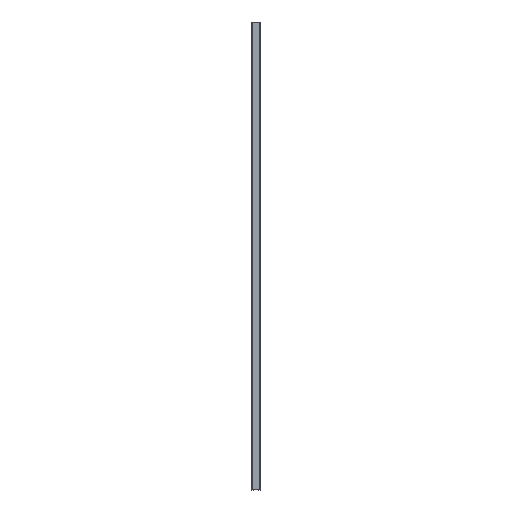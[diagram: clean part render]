
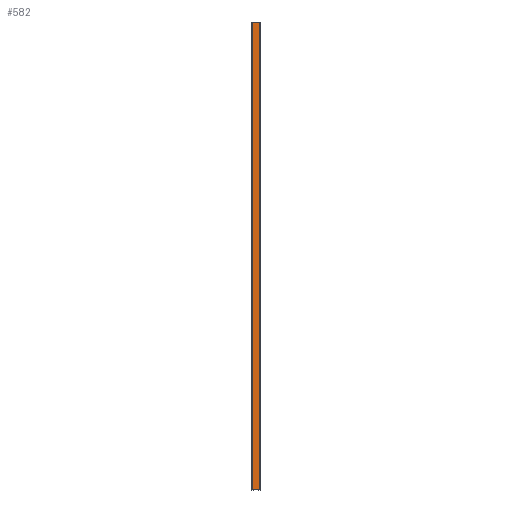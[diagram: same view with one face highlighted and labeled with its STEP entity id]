
A CAD part, top view. The second image highlights one B-rep face of the part: STEP entity #582.
In plain terms, the highlighted planar face has unit normal (0, 0, 1).
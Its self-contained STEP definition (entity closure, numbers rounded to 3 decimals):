
#582=ADVANCED_FACE('',(#1187),#1188,.T.);
#1187=FACE_OUTER_BOUND('',#1830,.T.);
#1188=PLANE('',#1831);
#1830=EDGE_LOOP('',(#3498,#3499,#3500,#3501));
#1831=AXIS2_PLACEMENT_3D('',#3502,#3503,#3504);
#3498=ORIENTED_EDGE('',*,*,#4244,.T.);
#3499=ORIENTED_EDGE('',*,*,#4406,.F.);
#3500=ORIENTED_EDGE('',*,*,#4106,.T.);
#3501=ORIENTED_EDGE('',*,*,#4404,.T.);
#3502=CARTESIAN_POINT('',(0.,1730.0,29.));
#3503=DIRECTION('',(0.0,0.0,1.0));
#3504=DIRECTION('',(-1.0,0.0,0.0));
#4106=EDGE_CURVE('',#5025,#5023,#5026,.T.);
#4244=EDGE_CURVE('',#5256,#5254,#5257,.T.);
#4404=EDGE_CURVE('',#5023,#5256,#5439,.T.);
#4406=EDGE_CURVE('',#5025,#5254,#5441,.T.);
#5023=VERTEX_POINT('',#6273);
#5025=VERTEX_POINT('',#6276);
#5026=LINE('',#6277,#6278);
#5254=VERTEX_POINT('',#6596);
#5256=VERTEX_POINT('',#6599);
#5257=LINE('',#6600,#6601);
#5439=LINE('',#6819,#6820);
#5441=LINE('',#6822,#6823);
#6273=CARTESIAN_POINT('',(-13.251,1730.0,29.));
#6276=CARTESIAN_POINT('',(13.251,1730.0,29.));
#6277=CARTESIAN_POINT('',(13.251,1730.0,29.));
#6278=VECTOR('',#7279,1.0);
#6596=CARTESIAN_POINT('',(13.251,0.0,29.));
#6599=CARTESIAN_POINT('',(-13.251,0.0,29.));
#6600=CARTESIAN_POINT('',(13.251,0.0,29.));
#6601=VECTOR('',#7437,1.0);
#6819=CARTESIAN_POINT('',(-13.251,1730.0,29.));
#6820=VECTOR('',#7639,1.0);
#6822=CARTESIAN_POINT('',(13.251,1730.0,29.));
#6823=VECTOR('',#7640,1.0);
#7279=DIRECTION('',(-1.0,0.0,0.0));
#7437=DIRECTION('',(1.0,0.0,0.0));
#7639=DIRECTION('',(0.0,-1.0,0.0));
#7640=DIRECTION('',(0.0,-1.0,0.0));
